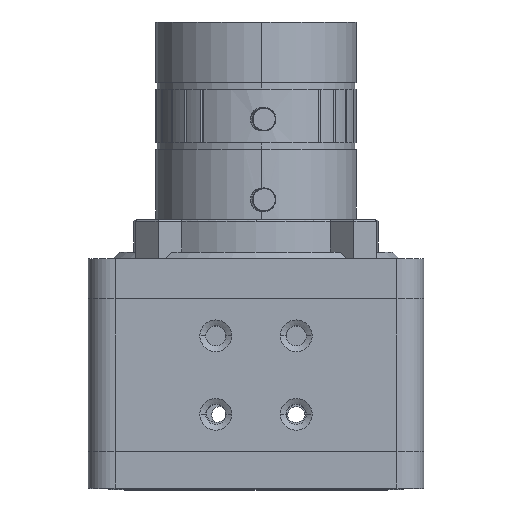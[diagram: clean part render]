
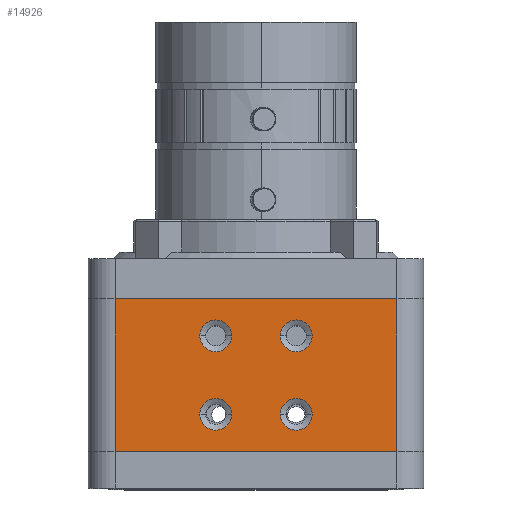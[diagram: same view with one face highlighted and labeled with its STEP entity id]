
A CAD part, top view. The second image highlights one B-rep face of the part: STEP entity #14926.
In plain terms, the highlighted planar face has unit normal (0, 0, 1).
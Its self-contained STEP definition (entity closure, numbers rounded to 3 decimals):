
#207 = FACE_OUTER_BOUND ( 'NONE', #26246, .T. ) ;
#363 = AXIS2_PLACEMENT_3D ( 'NONE', #21859, #32838, #27395 ) ;
#382 = DIRECTION ( 'NONE',  ( -1., 0., 0. ) ) ;
#484 = CARTESIAN_POINT ( 'NONE',  ( -3.634, 9.5, 25. ) ) ;
#508 = VERTEX_POINT ( 'NONE', #13490 ) ;
#574 = CIRCLE ( 'NONE', #11018, 2.366 ) ;
#942 = DIRECTION ( 'NONE',  ( 0., 0., -1. ) ) ;
#1381 = EDGE_CURVE ( 'NONE', #15095, #11296, #32451, .T. ) ;
#1763 = EDGE_CURVE ( 'NONE', #5785, #29849, #3096, .T. ) ;
#1797 = EDGE_LOOP ( 'NONE', ( #33510, #20458 ) ) ;
#2872 = CIRCLE ( 'NONE', #25918, 2.366 ) ;
#3067 = DIRECTION ( 'NONE',  ( -1., 0., 0. ) ) ;
#3096 = CIRCLE ( 'NONE', #14101, 2.366 ) ;
#3159 = CARTESIAN_POINT ( 'NONE',  ( 8.366, 21.2, 25. ) ) ;
#3768 = VERTEX_POINT ( 'NONE', #9604 ) ;
#3934 = VERTEX_POINT ( 'NONE', #30450 ) ;
#4359 = CARTESIAN_POINT ( 'NONE',  ( -8.366, 9.5, 25. ) ) ;
#4854 = ORIENTED_EDGE ( 'NONE', *, *, #15088, .T. ) ;
#5311 = EDGE_CURVE ( 'NONE', #3768, #28964, #18600, .T. ) ;
#5785 = VERTEX_POINT ( 'NONE', #25401 ) ;
#6018 = FACE_BOUND ( 'NONE', #33323, .T. ) ;
#6553 = CARTESIAN_POINT ( 'NONE',  ( -6., 9.5, 25. ) ) ;
#6722 = DIRECTION ( 'NONE',  ( 0., 0., -1. ) ) ;
#6926 = CIRCLE ( 'NONE', #27678, 2.366 ) ;
#7098 = CARTESIAN_POINT ( 'NONE',  ( 6., 9.5, 25. ) ) ;
#7584 = DIRECTION ( 'NONE',  ( 1., 0., 0. ) ) ;
#8417 = EDGE_CURVE ( 'NONE', #15085, #25867, #23460, .T. ) ;
#8927 = FACE_BOUND ( 'NONE', #22393, .T. ) ;
#9604 = CARTESIAN_POINT ( 'NONE',  ( -21., 26.7, 25. ) ) ;
#10097 = DIRECTION ( 'NONE',  ( 1., 0., 0. ) ) ;
#10143 = DIRECTION ( 'NONE',  ( 0., 0., -1. ) ) ;
#10454 = VERTEX_POINT ( 'NONE', #10700 ) ;
#10689 = DIRECTION ( 'NONE',  ( -1., 0., 0. ) ) ;
#10700 = CARTESIAN_POINT ( 'NONE',  ( -8.366, 21.2, 25. ) ) ;
#10983 = ORIENTED_EDGE ( 'NONE', *, *, #20055, .T. ) ;
#11018 = AXIS2_PLACEMENT_3D ( 'NONE', #6553, #6722, #17765 ) ;
#11173 = LINE ( 'NONE', #16602, #24202 ) ;
#11292 = CARTESIAN_POINT ( 'NONE',  ( -25., 34.2, 25. ) ) ;
#11296 = VERTEX_POINT ( 'NONE', #11876 ) ;
#11876 = CARTESIAN_POINT ( 'NONE',  ( 21., 4., 25. ) ) ;
#12631 = CARTESIAN_POINT ( 'NONE',  ( -3.634, 21.2, 25. ) ) ;
#12888 = CARTESIAN_POINT ( 'NONE',  ( -21., 34.2, 25. ) ) ;
#13490 = CARTESIAN_POINT ( 'NONE',  ( 8.366, 9.5, 25. ) ) ;
#14101 = AXIS2_PLACEMENT_3D ( 'NONE', #24751, #10143, #10689 ) ;
#14216 = EDGE_CURVE ( 'NONE', #29849, #5785, #2872, .T. ) ;
#14926 = ADVANCED_FACE ( 'NONE', ( #17080, #8927, #33634, #6018, #207 ), #27674, .F. ) ;
#15085 = VERTEX_POINT ( 'NONE', #4359 ) ;
#15088 = EDGE_CURVE ( 'NONE', #25867, #15085, #574, .T. ) ;
#15095 = VERTEX_POINT ( 'NONE', #34690 ) ;
#16115 = DIRECTION ( 'NONE',  ( -1., 0., 0. ) ) ;
#16602 = CARTESIAN_POINT ( 'NONE',  ( 21., 34.2, 25. ) ) ;
#16702 = ORIENTED_EDGE ( 'NONE', *, *, #33605, .T. ) ;
#16842 = DIRECTION ( 'NONE',  ( 0., 0., -1. ) ) ;
#17080 = FACE_BOUND ( 'NONE', #21415, .T. ) ;
#17615 = CARTESIAN_POINT ( 'NONE',  ( 6., 9.5, 25. ) ) ;
#17765 = DIRECTION ( 'NONE',  ( -1., 0., 0. ) ) ;
#18130 = DIRECTION ( 'NONE',  ( -1., 0., 0. ) ) ;
#18138 = CARTESIAN_POINT ( 'NONE',  ( -6., 21.2, 25. ) ) ;
#18493 = DIRECTION ( 'NONE',  ( -1., 0., 0. ) ) ;
#18600 = LINE ( 'NONE', #29403, #33046 ) ;
#18774 = VECTOR ( 'NONE', #10097, 1000. ) ;
#19481 = CIRCLE ( 'NONE', #22375, 2.366 ) ;
#20055 = EDGE_CURVE ( 'NONE', #10454, #26779, #19481, .T. ) ;
#20150 = CIRCLE ( 'NONE', #34501, 2.366 ) ;
#20245 = ORIENTED_EDGE ( 'NONE', *, *, #5311, .F. ) ;
#20458 = ORIENTED_EDGE ( 'NONE', *, *, #1763, .T. ) ;
#21415 = EDGE_LOOP ( 'NONE', ( #34794, #16702 ) ) ;
#21623 = ORIENTED_EDGE ( 'NONE', *, *, #34909, .T. ) ;
#21859 = CARTESIAN_POINT ( 'NONE',  ( -6., 9.5, 25. ) ) ;
#21945 = CIRCLE ( 'NONE', #25960, 2.366 ) ;
#22375 = AXIS2_PLACEMENT_3D ( 'NONE', #25100, #16842, #16115 ) ;
#22393 = EDGE_LOOP ( 'NONE', ( #4854, #24434 ) ) ;
#23460 = CIRCLE ( 'NONE', #363, 2.366 ) ;
#23864 = DIRECTION ( 'NONE',  ( 0., -1., 0. ) ) ;
#23901 = CARTESIAN_POINT ( 'NONE',  ( 21., 26.7, 25. ) ) ;
#24202 = VECTOR ( 'NONE', #27730, 1000. ) ;
#24434 = ORIENTED_EDGE ( 'NONE', *, *, #8417, .T. ) ;
#24751 = CARTESIAN_POINT ( 'NONE',  ( 6., 21.2, 25. ) ) ;
#25100 = CARTESIAN_POINT ( 'NONE',  ( -6., 21.2, 25. ) ) ;
#25401 = CARTESIAN_POINT ( 'NONE',  ( 3.634, 21.2, 25. ) ) ;
#25867 = VERTEX_POINT ( 'NONE', #484 ) ;
#25918 = AXIS2_PLACEMENT_3D ( 'NONE', #33582, #32870, #3067 ) ;
#25960 = AXIS2_PLACEMENT_3D ( 'NONE', #17615, #942, #28567 ) ;
#26246 = EDGE_LOOP ( 'NONE', ( #20245, #29598, #26391, #35277 ) ) ;
#26391 = ORIENTED_EDGE ( 'NONE', *, *, #1381, .T. ) ;
#26551 = LINE ( 'NONE', #12888, #34612 ) ;
#26779 = VERTEX_POINT ( 'NONE', #12631 ) ;
#26909 = DIRECTION ( 'NONE',  ( 0., 0., -1. ) ) ;
#27134 = EDGE_CURVE ( 'NONE', #11296, #28964, #11173, .T. ) ;
#27395 = DIRECTION ( 'NONE',  ( -1., 0., 0. ) ) ;
#27674 = PLANE ( 'NONE',  #35170 ) ;
#27678 = AXIS2_PLACEMENT_3D ( 'NONE', #18138, #32171, #18493 ) ;
#27730 = DIRECTION ( 'NONE',  ( 0., 1., 0. ) ) ;
#28567 = DIRECTION ( 'NONE',  ( -1., 0., 0. ) ) ;
#28964 = VERTEX_POINT ( 'NONE', #23901 ) ;
#29403 = CARTESIAN_POINT ( 'NONE',  ( -25., 26.7, 25. ) ) ;
#29598 = ORIENTED_EDGE ( 'NONE', *, *, #35334, .T. ) ;
#29849 = VERTEX_POINT ( 'NONE', #3159 ) ;
#30450 = CARTESIAN_POINT ( 'NONE',  ( 3.634, 9.5, 25. ) ) ;
#30919 = DIRECTION ( 'NONE',  ( 0., 0., -1. ) ) ;
#32171 = DIRECTION ( 'NONE',  ( 0., 0., -1. ) ) ;
#32451 = LINE ( 'NONE', #35167, #18774 ) ;
#32838 = DIRECTION ( 'NONE',  ( 0., 0., -1. ) ) ;
#32870 = DIRECTION ( 'NONE',  ( 0., 0., -1. ) ) ;
#33046 = VECTOR ( 'NONE', #7584, 1000. ) ;
#33323 = EDGE_LOOP ( 'NONE', ( #21623, #10983 ) ) ;
#33510 = ORIENTED_EDGE ( 'NONE', *, *, #14216, .T. ) ;
#33582 = CARTESIAN_POINT ( 'NONE',  ( 6., 21.2, 25. ) ) ;
#33605 = EDGE_CURVE ( 'NONE', #3934, #508, #20150, .T. ) ;
#33634 = FACE_BOUND ( 'NONE', #1797, .T. ) ;
#34501 = AXIS2_PLACEMENT_3D ( 'NONE', #7098, #26909, #18130 ) ;
#34612 = VECTOR ( 'NONE', #23864, 1000. ) ;
#34690 = CARTESIAN_POINT ( 'NONE',  ( -21., 4., 25. ) ) ;
#34729 = EDGE_CURVE ( 'NONE', #508, #3934, #21945, .T. ) ;
#34794 = ORIENTED_EDGE ( 'NONE', *, *, #34729, .T. ) ;
#34909 = EDGE_CURVE ( 'NONE', #26779, #10454, #6926, .T. ) ;
#35167 = CARTESIAN_POINT ( 'NONE',  ( -25., 4., 25. ) ) ;
#35170 = AXIS2_PLACEMENT_3D ( 'NONE', #11292, #30919, #382 ) ;
#35277 = ORIENTED_EDGE ( 'NONE', *, *, #27134, .T. ) ;
#35334 = EDGE_CURVE ( 'NONE', #3768, #15095, #26551, .T. ) ;
